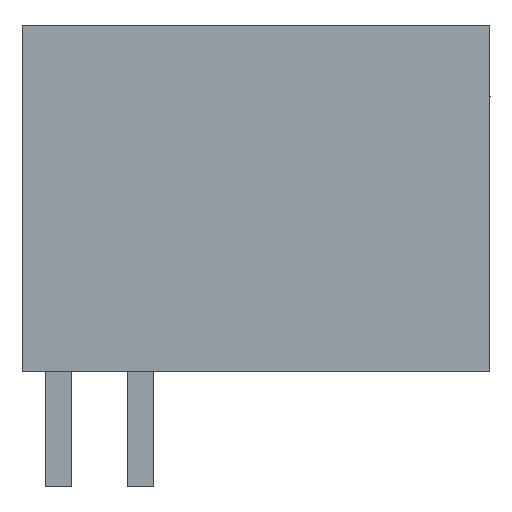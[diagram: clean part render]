
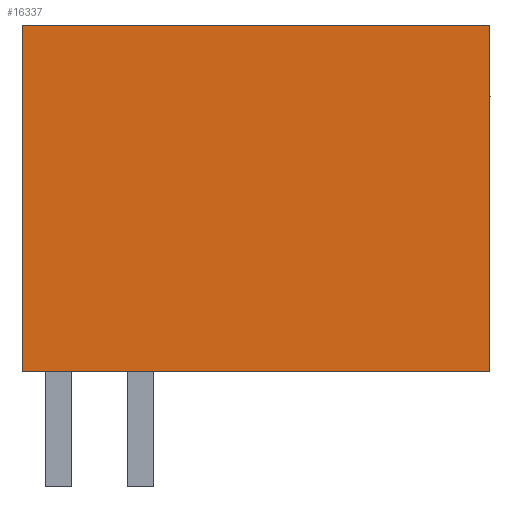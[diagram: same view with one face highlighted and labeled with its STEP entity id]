
A CAD part, left-side view. The second image highlights one B-rep face of the part: STEP entity #16337.
In plain terms, the highlighted planar face has unit normal (-1, 0, 0).
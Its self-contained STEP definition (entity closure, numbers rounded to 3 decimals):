
#16324=AXIS2_PLACEMENT_3D('Plane Axis2P3D',#16321,#16322,#16323) ;
#3751=CARTESIAN_POINT('Vertex',(0.,0.,3.5)) ;
#4176=CARTESIAN_POINT('Vertex',(0.,0.,14.)) ;
#4179=CARTESIAN_POINT('Line Origine',(0.,0.,8.75)) ;
#13560=CARTESIAN_POINT('Line Origine',(0.,7.1,3.5)) ;
#13564=CARTESIAN_POINT('Vertex',(0.,14.2,3.5)) ;
#15093=CARTESIAN_POINT('Vertex',(0.,14.2,14.)) ;
#15096=CARTESIAN_POINT('Line Origine',(0.,7.1,14.)) ;
#16321=CARTESIAN_POINT('Axis2P3D Location',(0.,14.2,0.)) ;
#16326=CARTESIAN_POINT('Line Origine',(0.,14.2,8.75)) ;
#4180=DIRECTION('Vector Direction',(0.,0.,-1.)) ;
#13561=DIRECTION('Vector Direction',(0.,-1.,0.)) ;
#15097=DIRECTION('Vector Direction',(0.,-1.,0.)) ;
#16322=DIRECTION('Axis2P3D Direction',(-1.,0.,0.)) ;
#16323=DIRECTION('Axis2P3D XDirection',(0.,-1.,0.)) ;
#16327=DIRECTION('Vector Direction',(0.,0.,-1.)) ;
#4181=VECTOR('Line Direction',#4180,1.) ;
#13562=VECTOR('Line Direction',#13561,1.) ;
#15098=VECTOR('Line Direction',#15097,1.) ;
#16328=VECTOR('Line Direction',#16327,1.) ;
#16332=ORIENTED_EDGE('',*,*,#13566,.T.) ;
#16333=ORIENTED_EDGE('',*,*,#4183,.T.) ;
#16334=ORIENTED_EDGE('',*,*,#15100,.T.) ;
#16335=ORIENTED_EDGE('',*,*,#16330,.T.) ;
#16337=ADVANCED_FACE('HOUSING',(#16336),#16325,.T.) ;
#4183=EDGE_CURVE('',#3752,#4177,#4182,.F.) ;
#13566=EDGE_CURVE('',#13565,#3752,#13563,.T.) ;
#15100=EDGE_CURVE('',#4177,#15094,#15099,.F.) ;
#16330=EDGE_CURVE('',#15094,#13565,#16329,.T.) ;
#16331=EDGE_LOOP('',(#16332,#16333,#16334,#16335)) ;
#16336=FACE_OUTER_BOUND('',#16331,.T.) ;
#4182=LINE('Line',#4179,#4181) ;
#13563=LINE('Line',#13560,#13562) ;
#15099=LINE('Line',#15096,#15098) ;
#16329=LINE('Line',#16326,#16328) ;
#16325=PLANE('',#16324) ;
#3752=VERTEX_POINT('',#3751) ;
#4177=VERTEX_POINT('',#4176) ;
#13565=VERTEX_POINT('',#13564) ;
#15094=VERTEX_POINT('',#15093) ;
